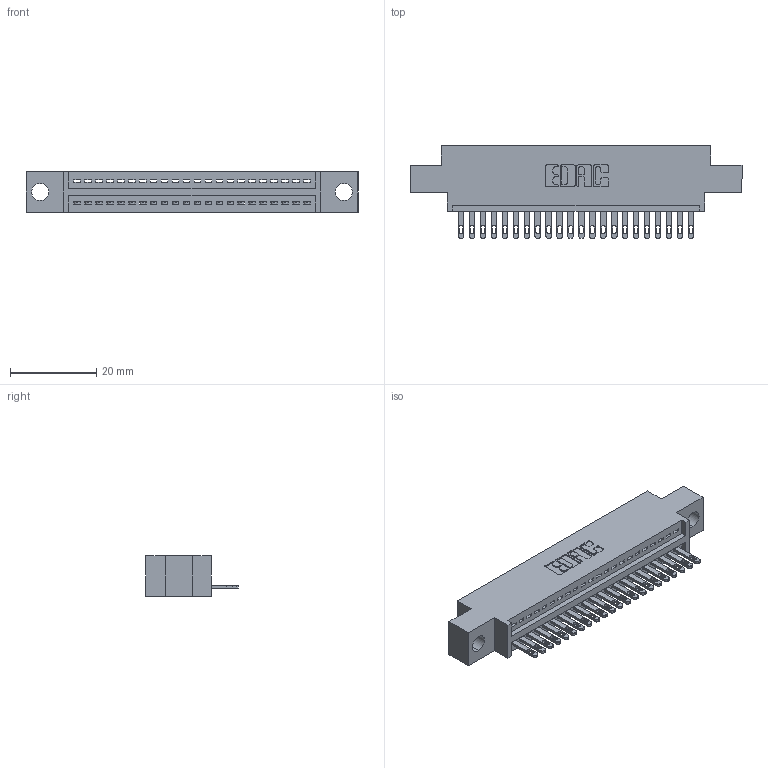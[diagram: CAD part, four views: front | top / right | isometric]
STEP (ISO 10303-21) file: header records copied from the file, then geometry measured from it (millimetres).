
FILE_DESCRIPTION (( 'STEP AP203' ), '1' );
FILE_NAME ('345-022-500-604.STEP', '2018-08-20T10:50:03', ( '' ), ( '' ), 'SwSTEP 2.0', 'SolidWorks 2016', '' );
FILE_SCHEMA (( 'CONFIG_CONTROL_DESIGN' ));
Length unit declared in the file: inch
Products named in the file (3): 345-292-001_345-293-100; 345-022-500-604; 345 Part_0.170 Offset - 0.156 Dia-TH
Assembly tree (23 placements, depth 2):
  345-022-500-604
    345 Part_0.170 Offset - 0.156 Dia-TH
    345-292-001_345-293-100  x22
Bounding box: 77.09 x 21.51 x 9.4 mm (x, y, z)
Volume: 6970.5 mm3; surface area: 8976.1 mm2
Topology: 23 solids, 23 shells, 1318 faces, 4049 edges, 2698 vertices
Faces by surface type: plane 832, cylinder 486
Entity records: 19315 total; most frequent: CARTESIAN_POINT 3354, ORIENTED_EDGE 3310, DIRECTION 2959, EDGE_CURVE 1655, LINE 1431, VECTOR 1431, VERTEX_POINT 1102, AXIS2_PLACEMENT_3D 764
